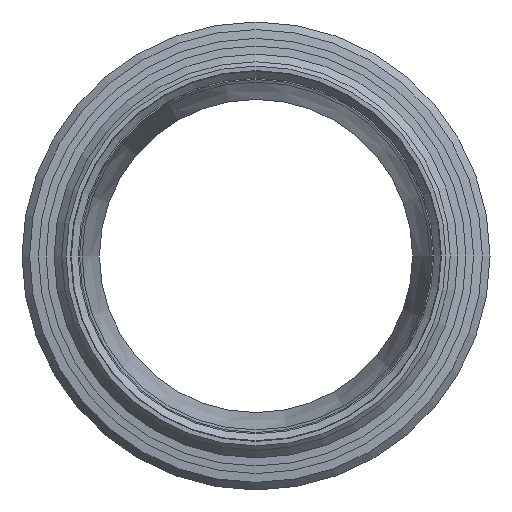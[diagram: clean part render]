
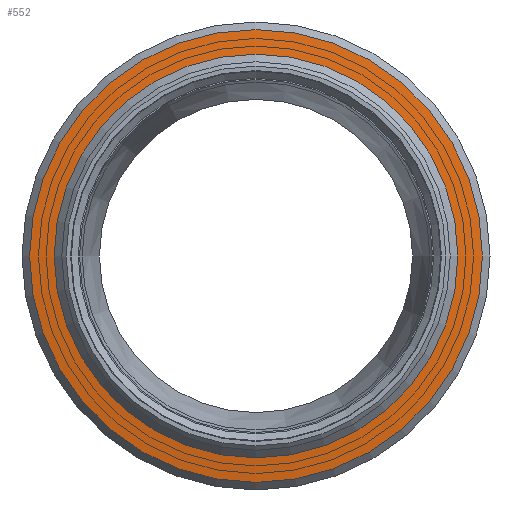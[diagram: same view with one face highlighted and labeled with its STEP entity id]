
A CAD part, front view. The second image highlights one B-rep face of the part: STEP entity #552.
In plain terms, the highlighted conical face has half-angle 83 degrees and reference radius 24.75 mm.
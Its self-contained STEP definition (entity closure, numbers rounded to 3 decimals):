
#72=FACE_BOUND('',#194,.T.);
#124=FACE_OUTER_BOUND('',#193,.T.);
#193=EDGE_LOOP('',(#453));
#194=EDGE_LOOP('',(#454));
#280=CIRCLE('',#623,23.328);
#281=CIRCLE('',#625,26.172);
#332=VERTEX_POINT('',#955);
#333=VERTEX_POINT('',#958);
#384=EDGE_CURVE('',#332,#332,#280,.T.);
#385=EDGE_CURVE('',#333,#333,#281,.T.);
#453=ORIENTED_EDGE('',*,*,#384,.F.);
#454=ORIENTED_EDGE('',*,*,#385,.T.);
#526=CONICAL_SURFACE('',#624,24.75,83.);
#552=ADVANCED_FACE('',(#124,#72),#526,.T.);
#623=AXIS2_PLACEMENT_3D('',#956,#763,#764);
#624=AXIS2_PLACEMENT_3D('',#957,#765,#766);
#625=AXIS2_PLACEMENT_3D('',#959,#767,#768);
#763=DIRECTION('center_axis',(0.,-1.,0.));
#764=DIRECTION('ref_axis',(1.,0.,0.));
#765=DIRECTION('center_axis',(0.,1.,0.));
#766=DIRECTION('ref_axis',(1.,0.,0.));
#767=DIRECTION('center_axis',(0.,-1.,0.));
#768=DIRECTION('ref_axis',(1.,0.,0.));
#955=CARTESIAN_POINT('',(23.328,-2053.572,0.));
#956=CARTESIAN_POINT('Origin',(0.,-2053.572,0.));
#957=CARTESIAN_POINT('Origin',(0.,-2053.397,0.));
#958=CARTESIAN_POINT('',(26.172,-2053.223,0.));
#959=CARTESIAN_POINT('Origin',(0.,-2053.223,0.));
